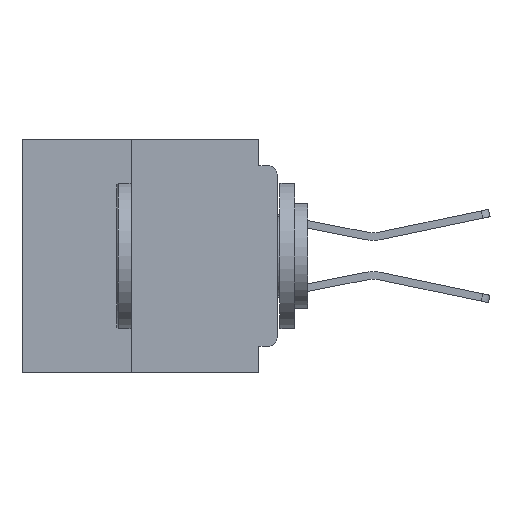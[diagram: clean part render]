
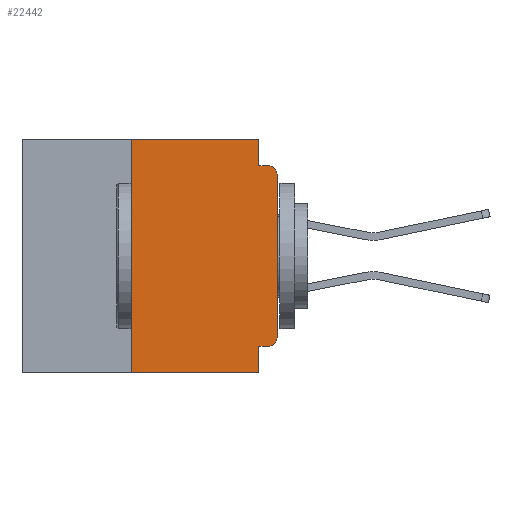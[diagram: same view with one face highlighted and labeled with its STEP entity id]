
A CAD part, left-side view. The second image highlights one B-rep face of the part: STEP entity #22442.
In plain terms, the highlighted planar face has unit normal (-1, 0, 0).
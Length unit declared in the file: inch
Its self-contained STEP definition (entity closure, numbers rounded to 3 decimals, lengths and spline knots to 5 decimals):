
#7 = ORIENTED_EDGE ( 'NONE', *, *, #33841, .T. ) ;
#105 = CARTESIAN_POINT ( 'NONE',  ( 0., 0.437, 0. ) ) ;
#382 = VERTEX_POINT ( 'NONE', #30134 ) ;
#1233 = AXIS2_PLACEMENT_3D ( 'NONE', #15271, #45105, #19572 ) ;
#1464 = LINE ( 'NONE', #46126, #52833 ) ;
#1574 = LINE ( 'NONE', #51938, #45650 ) ;
#1711 = VERTEX_POINT ( 'NONE', #22188 ) ;
#4394 = DIRECTION ( 'NONE',  ( 0., 0., -1. ) ) ;
#6250 = EDGE_CURVE ( 'NONE', #33992, #23584, #14336, .T. ) ;
#8510 = CIRCLE ( 'NONE', #35434, 0.015 ) ;
#9203 = VECTOR ( 'NONE', #38712, 39.37008 ) ;
#11021 = CARTESIAN_POINT ( 'NONE',  ( 0., 0.25, -0.4 ) ) ;
#11145 = ORIENTED_EDGE ( 'NONE', *, *, #13968, .F. ) ;
#11287 = CARTESIAN_POINT ( 'NONE',  ( 0., 0.031, -0.4 ) ) ;
#12578 = VECTOR ( 'NONE', #15801, 39.37008 ) ;
#13968 = EDGE_CURVE ( 'NONE', #33992, #47310, #39686, .T. ) ;
#14336 = CIRCLE ( 'NONE', #1233, 0.015 ) ;
#14473 = EDGE_CURVE ( 'NONE', #19511, #20035, #1574, .T. ) ;
#14944 = VERTEX_POINT ( 'NONE', #51710 ) ;
#15271 = CARTESIAN_POINT ( 'NONE',  ( 0., 0.015, -0.34 ) ) ;
#15801 = DIRECTION ( 'NONE',  ( 0., 0., -1. ) ) ;
#17287 = EDGE_CURVE ( 'NONE', #1711, #18353, #53297, .T. ) ;
#18353 = VERTEX_POINT ( 'NONE', #46982 ) ;
#19146 = DIRECTION ( 'NONE',  ( 0., 0., 1. ) ) ;
#19398 = ORIENTED_EDGE ( 'NONE', *, *, #14473, .F. ) ;
#19511 = VERTEX_POINT ( 'NONE', #33408 ) ;
#19572 = DIRECTION ( 'NONE',  ( 0., 0., -1. ) ) ;
#20035 = VERTEX_POINT ( 'NONE', #37447 ) ;
#22188 = CARTESIAN_POINT ( 'NONE',  ( 0., 0.25, 0. ) ) ;
#22442 = ADVANCED_FACE ( 'NONE', ( #34712 ), #25685, .F. ) ;
#22639 = VECTOR ( 'NONE', #41092, 39.37008 ) ;
#23584 = VERTEX_POINT ( 'NONE', #41769 ) ;
#23713 = CARTESIAN_POINT ( 'NONE',  ( 0., 0.015, -0.06 ) ) ;
#24509 = LINE ( 'NONE', #54197, #12578 ) ;
#25685 = PLANE ( 'NONE',  #54964 ) ;
#26946 = LINE ( 'NONE', #35896, #50951 ) ;
#27405 = CARTESIAN_POINT ( 'NONE',  ( 0., 0., -0.355 ) ) ;
#27976 = DIRECTION ( 'NONE',  ( 0., 0., -1. ) ) ;
#28170 = CARTESIAN_POINT ( 'NONE',  ( 0., 0.031, -0.355 ) ) ;
#28334 = VECTOR ( 'NONE', #52937, 39.37008 ) ;
#29940 = DIRECTION ( 'NONE',  ( 1., 0., 0. ) ) ;
#30134 = CARTESIAN_POINT ( 'NONE',  ( 0., 0.031, -0.4 ) ) ;
#32933 = EDGE_CURVE ( 'NONE', #33876, #382, #43261, .T. ) ;
#33408 = CARTESIAN_POINT ( 'NONE',  ( 0., 0.031, -0.045 ) ) ;
#33841 = EDGE_CURVE ( 'NONE', #14944, #20035, #8510, .T. ) ;
#33876 = VERTEX_POINT ( 'NONE', #11021 ) ;
#33992 = VERTEX_POINT ( 'NONE', #51385 ) ;
#34387 = CARTESIAN_POINT ( 'NONE',  ( 0., 0.437, -0.4 ) ) ;
#34712 = FACE_OUTER_BOUND ( 'NONE', #36133, .T. ) ;
#35434 = AXIS2_PLACEMENT_3D ( 'NONE', #23713, #53532, #27976 ) ;
#35896 = CARTESIAN_POINT ( 'NONE',  ( 0., 0., 0. ) ) ;
#36061 = DIRECTION ( 'NONE',  ( 0., -1., 0. ) ) ;
#36110 = EDGE_CURVE ( 'NONE', #23584, #14944, #26946, .T. ) ;
#36133 = EDGE_LOOP ( 'NONE', ( #42630, #7, #19398, #54523, #46213, #40933, #50420, #47813, #11145, #47646 ) ) ;
#37447 = CARTESIAN_POINT ( 'NONE',  ( 0., 0.015, -0.045 ) ) ;
#38712 = DIRECTION ( 'NONE',  ( 0., -1., 0. ) ) ;
#39686 = LINE ( 'NONE', #27405, #28334 ) ;
#39768 = EDGE_CURVE ( 'NONE', #18353, #19511, #24509, .T. ) ;
#40933 = ORIENTED_EDGE ( 'NONE', *, *, #43172, .F. ) ;
#41092 = DIRECTION ( 'NONE',  ( 0., 0., -1. ) ) ;
#41769 = CARTESIAN_POINT ( 'NONE',  ( 0., 0., -0.34 ) ) ;
#41967 = VECTOR ( 'NONE', #36061, 39.37008 ) ;
#42630 = ORIENTED_EDGE ( 'NONE', *, *, #36110, .T. ) ;
#43172 = EDGE_CURVE ( 'NONE', #33876, #1711, #1464, .T. ) ;
#43261 = LINE ( 'NONE', #34387, #9203 ) ;
#45105 = DIRECTION ( 'NONE',  ( -1., 0., 0. ) ) ;
#45650 = VECTOR ( 'NONE', #52119, 39.37008 ) ;
#46126 = CARTESIAN_POINT ( 'NONE',  ( 0., 0.25, -0.4 ) ) ;
#46213 = ORIENTED_EDGE ( 'NONE', *, *, #17287, .F. ) ;
#46982 = CARTESIAN_POINT ( 'NONE',  ( 0., 0.031, 0. ) ) ;
#47310 = VERTEX_POINT ( 'NONE', #28170 ) ;
#47646 = ORIENTED_EDGE ( 'NONE', *, *, #6250, .T. ) ;
#47813 = ORIENTED_EDGE ( 'NONE', *, *, #50589, .F. ) ;
#48759 = CARTESIAN_POINT ( 'NONE',  ( 0., 0.437, 0. ) ) ;
#50375 = DIRECTION ( 'NONE',  ( 0., 0., 1. ) ) ;
#50420 = ORIENTED_EDGE ( 'NONE', *, *, #32933, .T. ) ;
#50589 = EDGE_CURVE ( 'NONE', #47310, #382, #53961, .T. ) ;
#50951 = VECTOR ( 'NONE', #19146, 39.37008 ) ;
#51385 = CARTESIAN_POINT ( 'NONE',  ( 0., 0.015, -0.355 ) ) ;
#51710 = CARTESIAN_POINT ( 'NONE',  ( 0., 0., -0.06 ) ) ;
#51938 = CARTESIAN_POINT ( 'NONE',  ( 0., 0., -0.045 ) ) ;
#52119 = DIRECTION ( 'NONE',  ( 0., -1., 0. ) ) ;
#52833 = VECTOR ( 'NONE', #50375, 39.37008 ) ;
#52937 = DIRECTION ( 'NONE',  ( 0., 1., 0. ) ) ;
#53297 = LINE ( 'NONE', #48759, #41967 ) ;
#53532 = DIRECTION ( 'NONE',  ( -1., 0., 0. ) ) ;
#53961 = LINE ( 'NONE', #11287, #22639 ) ;
#54197 = CARTESIAN_POINT ( 'NONE',  ( 0., 0.031, 0. ) ) ;
#54523 = ORIENTED_EDGE ( 'NONE', *, *, #39768, .F. ) ;
#54964 = AXIS2_PLACEMENT_3D ( 'NONE', #105, #29940, #4394 ) ;
